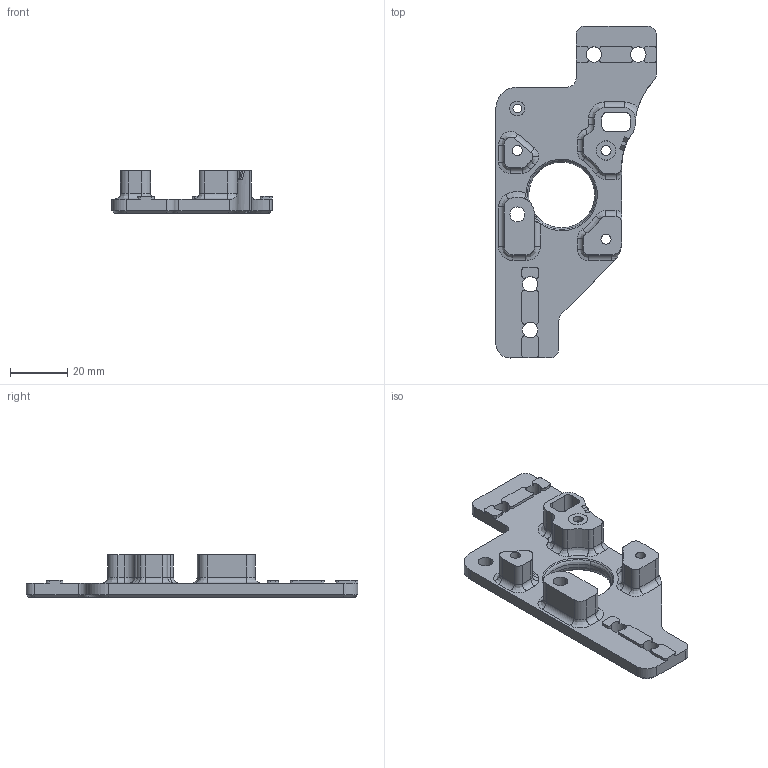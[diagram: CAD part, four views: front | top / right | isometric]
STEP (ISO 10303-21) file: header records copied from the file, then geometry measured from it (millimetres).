
FILE_DESCRIPTION (( 'STEP AP214' ), '1' );
FILE_NAME ('AB DRIVE B SIDE BOT.STEP', '2020-12-22T22:59:35', ( '' ), ( '' ), 'SwSTEP 2.0', 'SolidWorks 2014', '' );
FILE_SCHEMA (( 'AUTOMOTIVE_DESIGN' ));
Length unit declared in the file: millimetre
Products named in the file (2): AB DRIVE B SIDE BOT
Bounding box: 56.03 x 116 x 15 mm (x, y, z)
Volume: 24107.3 mm3; surface area: 13013.8 mm2
Topology: 2 solids, 2 shells, 357 faces, 923 edges, 582 vertices
Faces by surface type: plane 150, cylinder 119, bspline 45, cone 42, torus 1
Entity records: 16005 total; most frequent: CARTESIAN_POINT 3493, ORIENTED_EDGE 1846, DIRECTION 1778, EDGE_CURVE 923, AXIS2_PLACEMENT_3D 635, VERTEX_POINT 582, VECTOR 508, LINE 508
